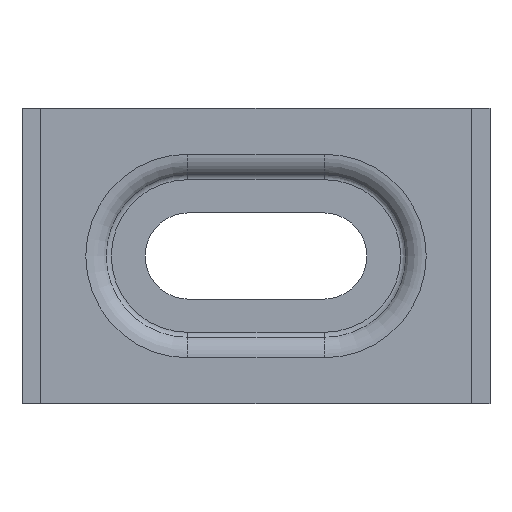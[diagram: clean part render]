
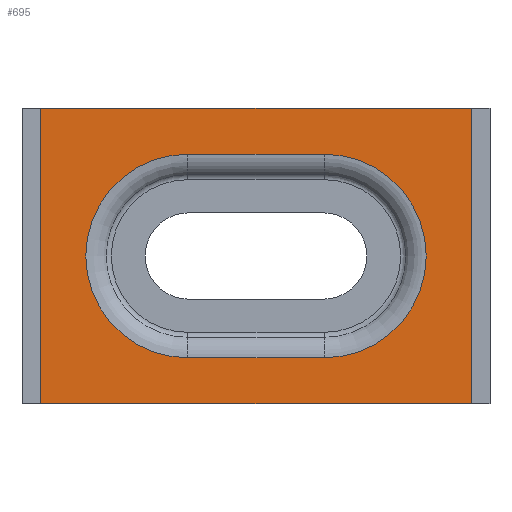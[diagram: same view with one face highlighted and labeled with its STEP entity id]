
A CAD part, front view. The second image highlights one B-rep face of the part: STEP entity #695.
In plain terms, the highlighted planar face has unit normal (0, -1, 0).
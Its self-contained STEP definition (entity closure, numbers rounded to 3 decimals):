
#28 = CARTESIAN_POINT ( 'NONE',  ( 16.5, 0., -12. ) ) ;
#39 = EDGE_CURVE ( 'NONE', #934, #577, #809, .T. ) ;
#43 = VERTEX_POINT ( 'NONE', #620 ) ;
#44 = DIRECTION ( 'NONE',  ( 1., 0., 0. ) ) ;
#45 = VECTOR ( 'NONE', #472, 1000. ) ;
#68 = EDGE_LOOP ( 'NONE', ( #888, #1018, #544, #1021 ) ) ;
#82 = CARTESIAN_POINT ( 'NONE',  ( 5.555, 0., 8.266 ) ) ;
#100 = CARTESIAN_POINT ( 'NONE',  ( 17.5, 0., 12. ) ) ;
#111 = DIRECTION ( 'NONE',  ( 0., -1., 0. ) ) ;
#119 = LINE ( 'NONE', #126, #45 ) ;
#126 = CARTESIAN_POINT ( 'NONE',  ( 17.5, 0., -12. ) ) ;
#136 = CARTESIAN_POINT ( 'NONE',  ( -17.5, 0., -12. ) ) ;
#138 = CIRCLE ( 'NONE', #489, 8.266 ) ;
#141 = ORIENTED_EDGE ( 'NONE', *, *, #424, .T. ) ;
#147 = CIRCLE ( 'NONE', #844, 8.266 ) ;
#168 = PLANE ( 'NONE',  #600 ) ;
#195 = VECTOR ( 'NONE', #895, 1000. ) ;
#215 = ORIENTED_EDGE ( 'NONE', *, *, #433, .F. ) ;
#224 = ORIENTED_EDGE ( 'NONE', *, *, #989, .T. ) ;
#235 = EDGE_CURVE ( 'NONE', #301, #43, #138, .T. ) ;
#239 = VECTOR ( 'NONE', #705, 1000. ) ;
#247 = VERTEX_POINT ( 'NONE', #28 ) ;
#271 = DIRECTION ( 'NONE',  ( 0., 1., 0. ) ) ;
#286 = DIRECTION ( 'NONE',  ( -1., 0., 0. ) ) ;
#301 = VERTEX_POINT ( 'NONE', #806 ) ;
#306 = LINE ( 'NONE', #383, #341 ) ;
#327 = CARTESIAN_POINT ( 'NONE',  ( -5.555, 0., 8.266 ) ) ;
#334 = VERTEX_POINT ( 'NONE', #640 ) ;
#339 = LINE ( 'NONE', #946, #692 ) ;
#341 = VECTOR ( 'NONE', #374, 1000. ) ;
#362 = CARTESIAN_POINT ( 'NONE',  ( -17.5, 0., 12. ) ) ;
#371 = CARTESIAN_POINT ( 'NONE',  ( -5.555, 0., 0. ) ) ;
#374 = DIRECTION ( 'NONE',  ( 1., 0., 0. ) ) ;
#377 = CARTESIAN_POINT ( 'NONE',  ( 5.555, 0., -8.266 ) ) ;
#383 = CARTESIAN_POINT ( 'NONE',  ( -16.5, 0., 12. ) ) ;
#386 = VERTEX_POINT ( 'NONE', #136 ) ;
#397 = LINE ( 'NONE', #1082, #195 ) ;
#405 = VERTEX_POINT ( 'NONE', #654 ) ;
#410 = VECTOR ( 'NONE', #512, 1000. ) ;
#420 = DIRECTION ( 'NONE',  ( -1., 0., 0. ) ) ;
#424 = EDGE_CURVE ( 'NONE', #405, #1074, #818, .T. ) ;
#433 = EDGE_CURVE ( 'NONE', #405, #334, #306, .T. ) ;
#440 = EDGE_CURVE ( 'NONE', #334, #577, #887, .T. ) ;
#448 = ORIENTED_EDGE ( 'NONE', *, *, #608, .F. ) ;
#460 = EDGE_CURVE ( 'NONE', #597, #735, #147, .T. ) ;
#472 = DIRECTION ( 'NONE',  ( 1., 0., 0. ) ) ;
#475 = VERTEX_POINT ( 'NONE', #974 ) ;
#487 = ORIENTED_EDGE ( 'NONE', *, *, #649, .T. ) ;
#489 = AXIS2_PLACEMENT_3D ( 'NONE', #371, #111, #286 ) ;
#512 = DIRECTION ( 'NONE',  ( -1., 0., 0. ) ) ;
#544 = ORIENTED_EDGE ( 'NONE', *, *, #1040, .F. ) ;
#577 = VERTEX_POINT ( 'NONE', #767 ) ;
#590 = DIRECTION ( 'NONE',  ( 1., 0., 0. ) ) ;
#597 = VERTEX_POINT ( 'NONE', #681 ) ;
#600 = AXIS2_PLACEMENT_3D ( 'NONE', #979, #271, #707 ) ;
#606 = CARTESIAN_POINT ( 'NONE',  ( -16.5, 0., 12. ) ) ;
#608 = EDGE_CURVE ( 'NONE', #475, #386, #950, .T. ) ;
#620 = CARTESIAN_POINT ( 'NONE',  ( -5.555, 0., -8.266 ) ) ;
#626 = CARTESIAN_POINT ( 'NONE',  ( 5.555, 0., 0. ) ) ;
#640 = CARTESIAN_POINT ( 'NONE',  ( 16.5, 0., 12. ) ) ;
#649 = EDGE_CURVE ( 'NONE', #475, #247, #339, .T. ) ;
#654 = CARTESIAN_POINT ( 'NONE',  ( -16.5, 0., 12. ) ) ;
#672 = EDGE_CURVE ( 'NONE', #735, #301, #853, .T. ) ;
#674 = VECTOR ( 'NONE', #1080, 1000. ) ;
#681 = CARTESIAN_POINT ( 'NONE',  ( 5.555, 0., -8.266 ) ) ;
#692 = VECTOR ( 'NONE', #590, 1000. ) ;
#695 = ADVANCED_FACE ( 'NONE', ( #878, #1139 ), #168, .F. ) ;
#705 = DIRECTION ( 'NONE',  ( 1., 0., 0. ) ) ;
#706 = EDGE_LOOP ( 'NONE', ( #487, #224, #746, #981, #215, #141, #792, #448 ) ) ;
#707 = DIRECTION ( 'NONE',  ( 0., 0., 1. ) ) ;
#735 = VERTEX_POINT ( 'NONE', #82 ) ;
#746 = ORIENTED_EDGE ( 'NONE', *, *, #39, .T. ) ;
#767 = CARTESIAN_POINT ( 'NONE',  ( 17.5, 0., 12. ) ) ;
#770 = CARTESIAN_POINT ( 'NONE',  ( -16.5, 0., -12. ) ) ;
#787 = DIRECTION ( 'NONE',  ( 0., -1., 0. ) ) ;
#792 = ORIENTED_EDGE ( 'NONE', *, *, #1056, .F. ) ;
#806 = CARTESIAN_POINT ( 'NONE',  ( -5.555, 0., 8.266 ) ) ;
#809 = LINE ( 'NONE', #100, #1137 ) ;
#818 = LINE ( 'NONE', #1095, #674 ) ;
#844 = AXIS2_PLACEMENT_3D ( 'NONE', #626, #787, #1138 ) ;
#853 = LINE ( 'NONE', #327, #410 ) ;
#878 = FACE_BOUND ( 'NONE', #68, .T. ) ;
#887 = LINE ( 'NONE', #606, #239 ) ;
#888 = ORIENTED_EDGE ( 'NONE', *, *, #672, .F. ) ;
#894 = VECTOR ( 'NONE', #420, 1000. ) ;
#895 = DIRECTION ( 'NONE',  ( 0., 0., 1. ) ) ;
#934 = VERTEX_POINT ( 'NONE', #995 ) ;
#946 = CARTESIAN_POINT ( 'NONE',  ( -16.5, 0., -12. ) ) ;
#950 = LINE ( 'NONE', #770, #894 ) ;
#974 = CARTESIAN_POINT ( 'NONE',  ( -16.5, 0., -12. ) ) ;
#979 = CARTESIAN_POINT ( 'NONE',  ( -16.5, 0., 12. ) ) ;
#981 = ORIENTED_EDGE ( 'NONE', *, *, #440, .F. ) ;
#989 = EDGE_CURVE ( 'NONE', #247, #934, #119, .T. ) ;
#992 = LINE ( 'NONE', #377, #1025 ) ;
#995 = CARTESIAN_POINT ( 'NONE',  ( 17.5, 0., -12. ) ) ;
#1018 = ORIENTED_EDGE ( 'NONE', *, *, #460, .F. ) ;
#1021 = ORIENTED_EDGE ( 'NONE', *, *, #235, .F. ) ;
#1025 = VECTOR ( 'NONE', #44, 1000. ) ;
#1040 = EDGE_CURVE ( 'NONE', #43, #597, #992, .T. ) ;
#1056 = EDGE_CURVE ( 'NONE', #386, #1074, #397, .T. ) ;
#1063 = DIRECTION ( 'NONE',  ( 0., 0., 1. ) ) ;
#1074 = VERTEX_POINT ( 'NONE', #362 ) ;
#1080 = DIRECTION ( 'NONE',  ( -1., 0., 0. ) ) ;
#1082 = CARTESIAN_POINT ( 'NONE',  ( -17.5, 0., 12. ) ) ;
#1095 = CARTESIAN_POINT ( 'NONE',  ( -17.5, 0., 12. ) ) ;
#1137 = VECTOR ( 'NONE', #1063, 1000. ) ;
#1138 = DIRECTION ( 'NONE',  ( -1., 0., 0. ) ) ;
#1139 = FACE_OUTER_BOUND ( 'NONE', #706, .T. ) ;
